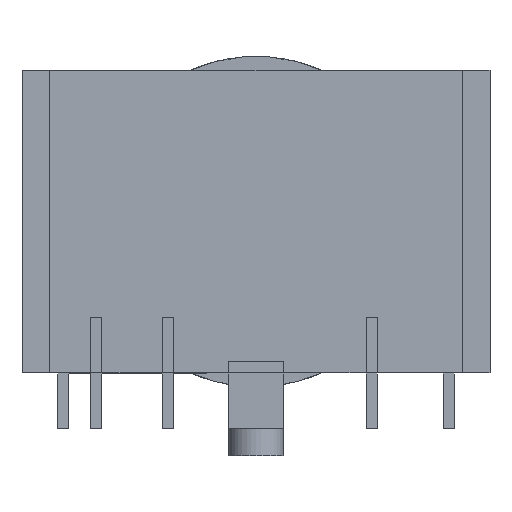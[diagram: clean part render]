
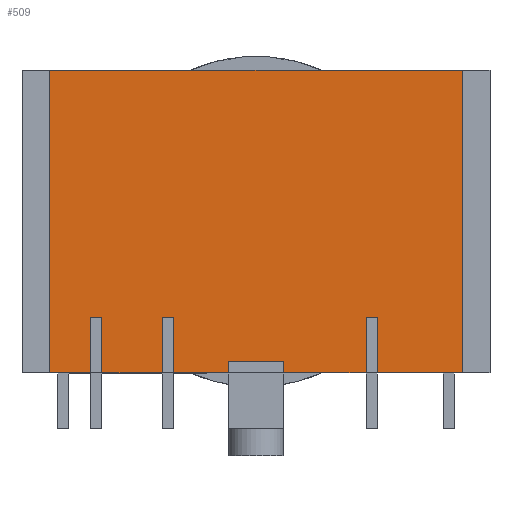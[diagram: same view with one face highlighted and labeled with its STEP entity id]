
A CAD part, front view. The second image highlights one B-rep face of the part: STEP entity #509.
In plain terms, the highlighted planar face has unit normal (0, -1, 0).
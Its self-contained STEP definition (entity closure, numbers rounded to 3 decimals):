
#220 = VERTEX_POINT('',#221);
#221 = CARTESIAN_POINT('',(3.75,-6.,5.5));
#229 = VERTEX_POINT('',#230);
#230 = CARTESIAN_POINT('',(3.75,-6.,0.));
#236 = EDGE_CURVE('',#229,#220,#237,.T.);
#237 = LINE('',#238,#239);
#238 = CARTESIAN_POINT('',(3.75,-6.,0.));
#239 = VECTOR('',#240,1.);
#240 = DIRECTION('',(0.,0.,1.));
#461 = VERTEX_POINT('',#462);
#462 = CARTESIAN_POINT('',(-3.75,-6.,5.5));
#468 = EDGE_CURVE('',#220,#461,#469,.T.);
#469 = LINE('',#470,#471);
#470 = CARTESIAN_POINT('',(3.75,-6.,5.5));
#471 = VECTOR('',#472,1.);
#472 = DIRECTION('',(-1.,0.,0.));
#509 = ADVANCED_FACE('',(#510),#656,.T.);
#510 = FACE_BOUND('',#511,.T.);
#511 = EDGE_LOOP('',(#512,#520,#521,#522,#530,#538,#546,#554,#562,#570,
    #578,#586,#594,#602,#610,#618,#626,#634,#642,#650));
#512 = ORIENTED_EDGE('',*,*,#513,.F.);
#513 = EDGE_CURVE('',#229,#514,#516,.T.);
#514 = VERTEX_POINT('',#515);
#515 = CARTESIAN_POINT('',(2.2,-6.,0.));
#516 = LINE('',#517,#518);
#517 = CARTESIAN_POINT('',(3.75,-6.,0.));
#518 = VECTOR('',#519,1.);
#519 = DIRECTION('',(-1.,0.,0.));
#520 = ORIENTED_EDGE('',*,*,#236,.T.);
#521 = ORIENTED_EDGE('',*,*,#468,.T.);
#522 = ORIENTED_EDGE('',*,*,#523,.F.);
#523 = EDGE_CURVE('',#524,#461,#526,.T.);
#524 = VERTEX_POINT('',#525);
#525 = CARTESIAN_POINT('',(-3.75,-6.,0.));
#526 = LINE('',#527,#528);
#527 = CARTESIAN_POINT('',(-3.75,-6.,0.));
#528 = VECTOR('',#529,1.);
#529 = DIRECTION('',(0.,0.,1.));
#530 = ORIENTED_EDGE('',*,*,#531,.F.);
#531 = EDGE_CURVE('',#532,#524,#534,.T.);
#532 = VERTEX_POINT('',#533);
#533 = CARTESIAN_POINT('',(-3.,-6.,0.));
#534 = LINE('',#535,#536);
#535 = CARTESIAN_POINT('',(3.75,-6.,0.));
#536 = VECTOR('',#537,1.);
#537 = DIRECTION('',(-1.,0.,0.));
#538 = ORIENTED_EDGE('',*,*,#539,.T.);
#539 = EDGE_CURVE('',#532,#540,#542,.T.);
#540 = VERTEX_POINT('',#541);
#541 = CARTESIAN_POINT('',(-3.,-6.,1.));
#542 = LINE('',#543,#544);
#543 = CARTESIAN_POINT('',(-3.,-6.,0.));
#544 = VECTOR('',#545,1.);
#545 = DIRECTION('',(0.,0.,1.));
#546 = ORIENTED_EDGE('',*,*,#547,.T.);
#547 = EDGE_CURVE('',#540,#548,#550,.T.);
#548 = VERTEX_POINT('',#549);
#549 = CARTESIAN_POINT('',(-2.8,-6.,1.));
#550 = LINE('',#551,#552);
#551 = CARTESIAN_POINT('',(0.475,-6.,1.));
#552 = VECTOR('',#553,1.);
#553 = DIRECTION('',(1.,0.,0.));
#554 = ORIENTED_EDGE('',*,*,#555,.F.);
#555 = EDGE_CURVE('',#556,#548,#558,.T.);
#556 = VERTEX_POINT('',#557);
#557 = CARTESIAN_POINT('',(-2.8,-6.,0.));
#558 = LINE('',#559,#560);
#559 = CARTESIAN_POINT('',(-2.8,-6.,0.));
#560 = VECTOR('',#561,1.);
#561 = DIRECTION('',(0.,0.,1.));
#562 = ORIENTED_EDGE('',*,*,#563,.F.);
#563 = EDGE_CURVE('',#564,#556,#566,.T.);
#564 = VERTEX_POINT('',#565);
#565 = CARTESIAN_POINT('',(-1.7,-6.,0.));
#566 = LINE('',#567,#568);
#567 = CARTESIAN_POINT('',(3.75,-6.,0.));
#568 = VECTOR('',#569,1.);
#569 = DIRECTION('',(-1.,0.,0.));
#570 = ORIENTED_EDGE('',*,*,#571,.T.);
#571 = EDGE_CURVE('',#564,#572,#574,.T.);
#572 = VERTEX_POINT('',#573);
#573 = CARTESIAN_POINT('',(-1.7,-6.,1.));
#574 = LINE('',#575,#576);
#575 = CARTESIAN_POINT('',(-1.7,-6.,0.));
#576 = VECTOR('',#577,1.);
#577 = DIRECTION('',(0.,0.,1.));
#578 = ORIENTED_EDGE('',*,*,#579,.T.);
#579 = EDGE_CURVE('',#572,#580,#582,.T.);
#580 = VERTEX_POINT('',#581);
#581 = CARTESIAN_POINT('',(-1.5,-6.,1.));
#582 = LINE('',#583,#584);
#583 = CARTESIAN_POINT('',(1.125,-6.,1.));
#584 = VECTOR('',#585,1.);
#585 = DIRECTION('',(1.,0.,0.));
#586 = ORIENTED_EDGE('',*,*,#587,.F.);
#587 = EDGE_CURVE('',#588,#580,#590,.T.);
#588 = VERTEX_POINT('',#589);
#589 = CARTESIAN_POINT('',(-1.5,-6.,0.));
#590 = LINE('',#591,#592);
#591 = CARTESIAN_POINT('',(-1.5,-6.,0.));
#592 = VECTOR('',#593,1.);
#593 = DIRECTION('',(0.,0.,1.));
#594 = ORIENTED_EDGE('',*,*,#595,.F.);
#595 = EDGE_CURVE('',#596,#588,#598,.T.);
#596 = VERTEX_POINT('',#597);
#597 = CARTESIAN_POINT('',(-0.5,-6.,0.));
#598 = LINE('',#599,#600);
#599 = CARTESIAN_POINT('',(3.75,-6.,0.));
#600 = VECTOR('',#601,1.);
#601 = DIRECTION('',(-1.,0.,0.));
#602 = ORIENTED_EDGE('',*,*,#603,.T.);
#603 = EDGE_CURVE('',#596,#604,#606,.T.);
#604 = VERTEX_POINT('',#605);
#605 = CARTESIAN_POINT('',(-0.5,-6.,0.2));
#606 = LINE('',#607,#608);
#607 = CARTESIAN_POINT('',(-0.5,-6.,0.));
#608 = VECTOR('',#609,1.);
#609 = DIRECTION('',(0.,0.,1.));
#610 = ORIENTED_EDGE('',*,*,#611,.T.);
#611 = EDGE_CURVE('',#604,#612,#614,.T.);
#612 = VERTEX_POINT('',#613);
#613 = CARTESIAN_POINT('',(0.5,-6.,0.2));
#614 = LINE('',#615,#616);
#615 = CARTESIAN_POINT('',(2.125,-6.,0.2));
#616 = VECTOR('',#617,1.);
#617 = DIRECTION('',(1.,0.,0.));
#618 = ORIENTED_EDGE('',*,*,#619,.F.);
#619 = EDGE_CURVE('',#620,#612,#622,.T.);
#620 = VERTEX_POINT('',#621);
#621 = CARTESIAN_POINT('',(0.5,-6.,0.));
#622 = LINE('',#623,#624);
#623 = CARTESIAN_POINT('',(0.5,-6.,0.));
#624 = VECTOR('',#625,1.);
#625 = DIRECTION('',(0.,0.,1.));
#626 = ORIENTED_EDGE('',*,*,#627,.F.);
#627 = EDGE_CURVE('',#628,#620,#630,.T.);
#628 = VERTEX_POINT('',#629);
#629 = CARTESIAN_POINT('',(2.,-6.,0.));
#630 = LINE('',#631,#632);
#631 = CARTESIAN_POINT('',(3.75,-6.,0.));
#632 = VECTOR('',#633,1.);
#633 = DIRECTION('',(-1.,0.,0.));
#634 = ORIENTED_EDGE('',*,*,#635,.T.);
#635 = EDGE_CURVE('',#628,#636,#638,.T.);
#636 = VERTEX_POINT('',#637);
#637 = CARTESIAN_POINT('',(2.,-6.,1.));
#638 = LINE('',#639,#640);
#639 = CARTESIAN_POINT('',(2.,-6.,0.));
#640 = VECTOR('',#641,1.);
#641 = DIRECTION('',(0.,0.,1.));
#642 = ORIENTED_EDGE('',*,*,#643,.T.);
#643 = EDGE_CURVE('',#636,#644,#646,.T.);
#644 = VERTEX_POINT('',#645);
#645 = CARTESIAN_POINT('',(2.2,-6.,1.));
#646 = LINE('',#647,#648);
#647 = CARTESIAN_POINT('',(2.975,-6.,1.));
#648 = VECTOR('',#649,1.);
#649 = DIRECTION('',(1.,0.,0.));
#650 = ORIENTED_EDGE('',*,*,#651,.F.);
#651 = EDGE_CURVE('',#514,#644,#652,.T.);
#652 = LINE('',#653,#654);
#653 = CARTESIAN_POINT('',(2.2,-6.,0.));
#654 = VECTOR('',#655,1.);
#655 = DIRECTION('',(0.,0.,1.));
#656 = PLANE('',#657);
#657 = AXIS2_PLACEMENT_3D('',#658,#659,#660);
#658 = CARTESIAN_POINT('',(3.75,-6.,0.));
#659 = DIRECTION('',(0.,-1.,0.));
#660 = DIRECTION('',(0.,0.,1.));
